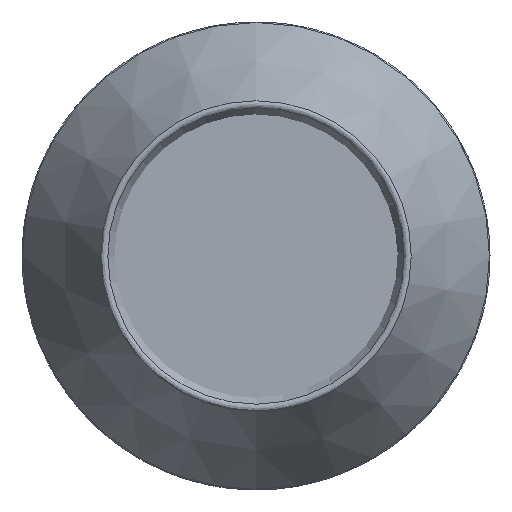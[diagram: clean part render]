
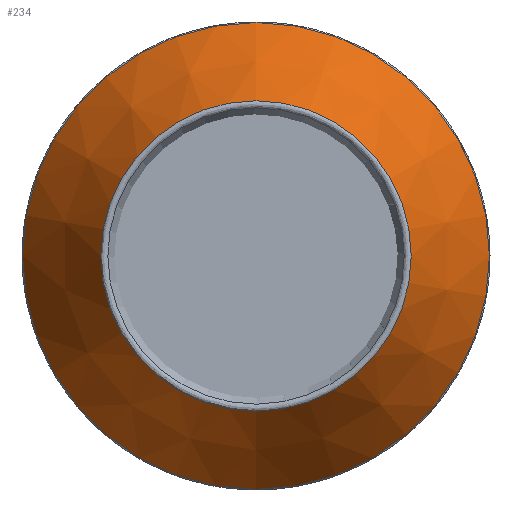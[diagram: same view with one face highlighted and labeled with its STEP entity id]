
A CAD part, left-side view. The second image highlights one B-rep face of the part: STEP entity #234.
In plain terms, the highlighted conical face has half-angle 30 degrees and reference radius 15 mm.
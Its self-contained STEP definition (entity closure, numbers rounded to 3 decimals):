
#157=CONICAL_SURFACE('',#419,15.,30.);
#208=FACE_BOUND('',#273,.T.);
#209=FACE_BOUND('',#274,.T.);
#234=ADVANCED_FACE('',(#208,#209),#157,.T.);
#273=EDGE_LOOP('',(#313));
#274=EDGE_LOOP('',(#314));
#313=ORIENTED_EDGE('',*,*,#359,.F.);
#314=ORIENTED_EDGE('',*,*,#357,.T.);
#337=VERTEX_POINT('',#560);
#339=VERTEX_POINT('',#566);
#357=EDGE_CURVE('',#337,#337,#377,.T.);
#359=EDGE_CURVE('',#339,#339,#380,.T.);
#377=CIRCLE('',#415,15.);
#380=CIRCLE('',#418,22.556);
#415=AXIS2_PLACEMENT_3D('',#559,#484,#485);
#418=AXIS2_PLACEMENT_3D('',#565,#491,#492);
#419=AXIS2_PLACEMENT_3D('',#567,#493,#494);
#484=DIRECTION('',(1.,0.,0.));
#485=DIRECTION('',(0.,0.,-1.));
#491=DIRECTION('',(1.,0.,0.));
#492=DIRECTION('',(0.,0.,-1.));
#493=DIRECTION('',(1.,0.,0.));
#494=DIRECTION('',(0.,0.,-1.));
#559=CARTESIAN_POINT('',(0.202,0.,0.));
#560=CARTESIAN_POINT('',(0.202,0.,-15.));
#565=CARTESIAN_POINT('',(13.289,0.,0.));
#566=CARTESIAN_POINT('',(13.289,0.,-22.556));
#567=CARTESIAN_POINT('',(0.202,0.,0.));
